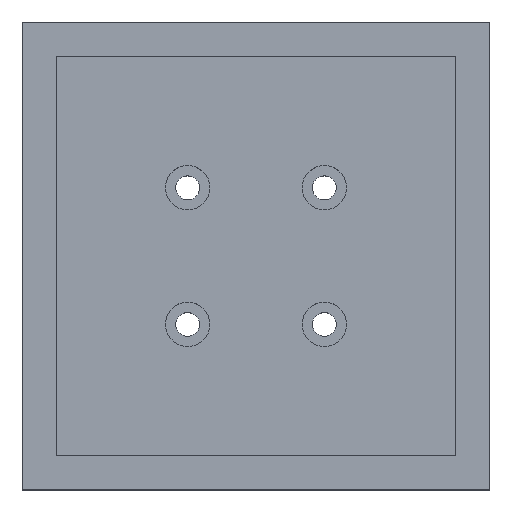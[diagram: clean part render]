
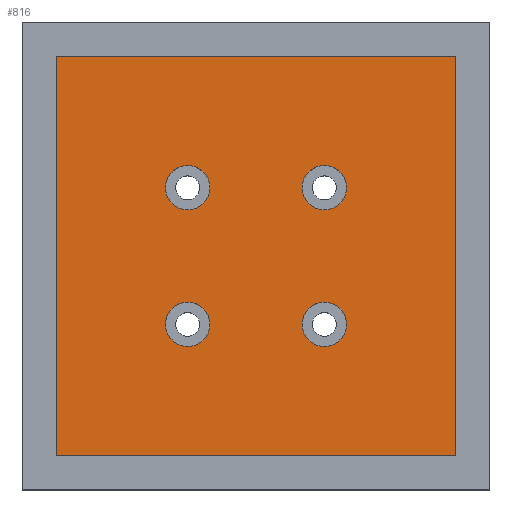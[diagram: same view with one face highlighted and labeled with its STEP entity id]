
A CAD part, top view. The second image highlights one B-rep face of the part: STEP entity #816.
In plain terms, the highlighted planar face has unit normal (0, 0, 1).
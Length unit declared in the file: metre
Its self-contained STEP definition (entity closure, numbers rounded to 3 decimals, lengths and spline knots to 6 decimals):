
#17=CIRCLE('',#884,0.00325);
#18=CIRCLE('',#885,0.00325);
#19=CIRCLE('',#886,0.00325);
#20=CIRCLE('',#887,0.00325);
#76=ORIENTED_EDGE('',*,*,#289,.F.);
#77=ORIENTED_EDGE('',*,*,#290,.F.);
#78=ORIENTED_EDGE('',*,*,#291,.F.);
#79=ORIENTED_EDGE('',*,*,#292,.F.);
#80=ORIENTED_EDGE('',*,*,#269,.F.);
#81=ORIENTED_EDGE('',*,*,#293,.T.);
#82=ORIENTED_EDGE('',*,*,#294,.T.);
#83=ORIENTED_EDGE('',*,*,#259,.F.);
#259=EDGE_CURVE('',#366,#367,#444,.T.);
#269=EDGE_CURVE('',#376,#366,#452,.T.);
#289=EDGE_CURVE('',#395,#395,#17,.T.);
#290=EDGE_CURVE('',#396,#396,#18,.T.);
#291=EDGE_CURVE('',#397,#397,#19,.T.);
#292=EDGE_CURVE('',#398,#398,#20,.T.);
#293=EDGE_CURVE('',#376,#399,#469,.T.);
#294=EDGE_CURVE('',#399,#367,#470,.T.);
#366=VERTEX_POINT('',#1175);
#367=VERTEX_POINT('',#1176);
#376=VERTEX_POINT('',#1197);
#395=VERTEX_POINT('',#1240);
#396=VERTEX_POINT('',#1242);
#397=VERTEX_POINT('',#1244);
#398=VERTEX_POINT('',#1246);
#399=VERTEX_POINT('',#1248);
#444=LINE('',#1174,#529);
#452=LINE('',#1196,#537);
#469=LINE('',#1247,#554);
#470=LINE('',#1249,#555);
#529=VECTOR('',#947,1.);
#537=VECTOR('',#963,1.);
#554=VECTOR('',#1002,1.);
#555=VECTOR('',#1003,1.);
#625=EDGE_LOOP('',(#76));
#626=EDGE_LOOP('',(#77));
#627=EDGE_LOOP('',(#78));
#628=EDGE_LOOP('',(#79));
#629=EDGE_LOOP('',(#80,#81,#82,#83));
#704=FACE_BOUND('',#625,.T.);
#705=FACE_BOUND('',#626,.T.);
#706=FACE_BOUND('',#627,.T.);
#707=FACE_BOUND('',#628,.T.);
#708=FACE_BOUND('',#629,.T.);
#776=PLANE('',#883);
#816=ADVANCED_FACE('',(#704,#705,#706,#707,#708),#776,.T.);
#883=AXIS2_PLACEMENT_3D('',#1238,#992,#993);
#884=AXIS2_PLACEMENT_3D('',#1239,#994,#995);
#885=AXIS2_PLACEMENT_3D('',#1241,#996,#997);
#886=AXIS2_PLACEMENT_3D('',#1243,#998,#999);
#887=AXIS2_PLACEMENT_3D('',#1245,#1000,#1001);
#947=DIRECTION('',(0.,-1.,0.));
#963=DIRECTION('',(1.,0.,0.));
#992=DIRECTION('',(0.,0.,1.));
#993=DIRECTION('',(-1.,0.,0.));
#994=DIRECTION('',(0.,0.,1.));
#995=DIRECTION('',(0.,1.,0.));
#996=DIRECTION('',(0.,0.,1.));
#997=DIRECTION('',(0.,1.,0.));
#998=DIRECTION('',(0.,0.,1.));
#999=DIRECTION('',(0.,1.,0.));
#1000=DIRECTION('',(0.,0.,1.));
#1001=DIRECTION('',(0.,1.,0.));
#1002=DIRECTION('',(0.,-1.,0.));
#1003=DIRECTION('',(1.,0.,0.));
#1174=CARTESIAN_POINT('',(0.02925,-0.008514,-0.001483));
#1175=CARTESIAN_POINT('',(0.02925,0.020736,-0.001483));
#1176=CARTESIAN_POINT('',(0.02925,-0.037764,-0.001483));
#1196=CARTESIAN_POINT('',(0.,0.020736,-0.001483));
#1197=CARTESIAN_POINT('',(-0.02925,0.020736,-0.001483));
#1238=CARTESIAN_POINT('',(0.,-0.008514,-0.001483));
#1239=CARTESIAN_POINT('',(0.01,0.001486,-0.001483));
#1240=CARTESIAN_POINT('',(0.01,0.004736,-0.001483));
#1241=CARTESIAN_POINT('',(-0.01,0.001486,-0.001483));
#1242=CARTESIAN_POINT('',(-0.01,0.004736,-0.001483));
#1243=CARTESIAN_POINT('',(-0.01,-0.018514,-0.001483));
#1244=CARTESIAN_POINT('',(-0.01,-0.015264,-0.001483));
#1245=CARTESIAN_POINT('',(0.01,-0.018514,-0.001483));
#1246=CARTESIAN_POINT('',(0.01,-0.015264,-0.001483));
#1247=CARTESIAN_POINT('',(-0.02925,-0.008514,-0.001483));
#1248=CARTESIAN_POINT('',(-0.02925,-0.037764,-0.001483));
#1249=CARTESIAN_POINT('',(0.,-0.037764,-0.001483));
